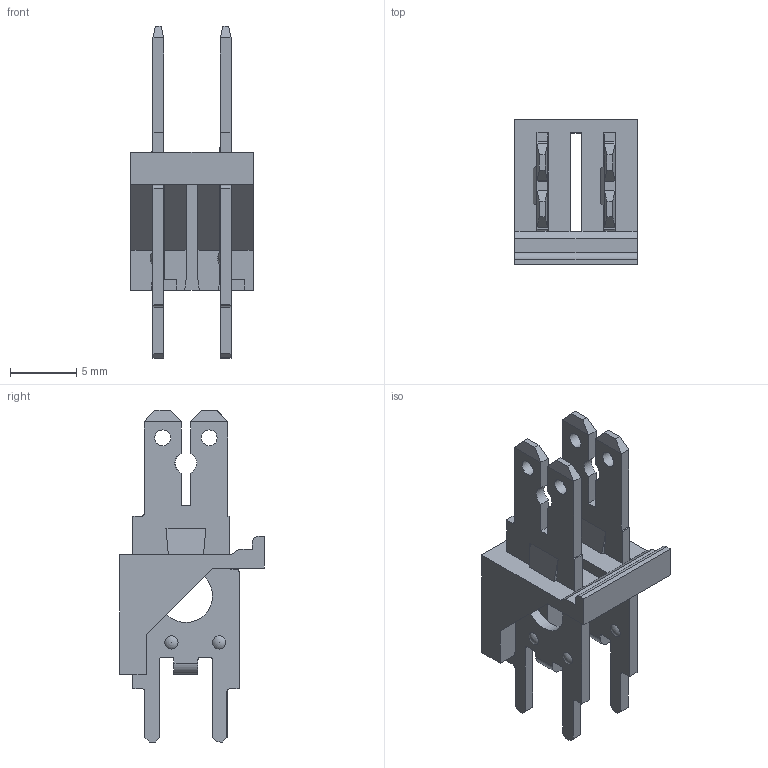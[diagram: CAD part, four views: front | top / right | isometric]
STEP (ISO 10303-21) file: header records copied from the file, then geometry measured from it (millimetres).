
FILE_DESCRIPTION(/* description */ ('Unknown'),/* implementation_level */ '2;1');
FILE_NAME(/* name */ 'J_Wurth_WR-FAST_638207222002',/* time_stamp */ '2025-06-19T11:12:52+08:00',/* author */ ('Unknown'),/* organization */ ('Unknown'),/* preprocessor_version */ 'ST-DEVELOPER v19.4',/* originating_system */ 'Solid Edge',/* authorisation */ 'Unknown');
FILE_SCHEMA (('AUTOMOTIVE_DESIGN {1 0 10303 214 3 1 1}'));
Length unit declared in the file: millimetre
Products named in the file (2): J_Wurth_WR-FAST_638207222002
Assembly tree (1 placements, depth 2):
  J_Wurth_WR-FAST_638207222002
    J_Wurth_WR-FAST_638207222002
Bounding box: 9.2 x 10.9 x 25 mm (x, y, z)
Volume: 513.6 mm3; surface area: 1282 mm2
Topology: 2 solids, 2 shells, 184 faces, 522 edges, 336 vertices
Faces by surface type: plane 135, cylinder 37, cone 8, torus 4
Full cylindrical faces by diameter (mm): 1.2 x4, 4 x2
Entity records: 6604 total; most frequent: CARTESIAN_POINT 1014, ORIENTED_EDGE 996, DIRECTION 952, EDGE_CURVE 498, LINE 416, VECTOR 416, VERTEX_POINT 330, AXIS2_PLACEMENT_3D 268
